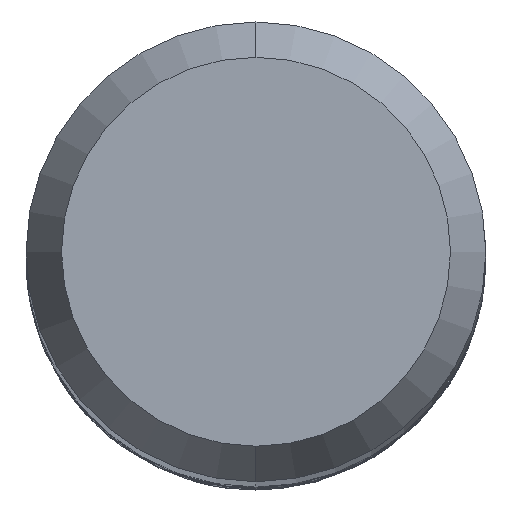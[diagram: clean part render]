
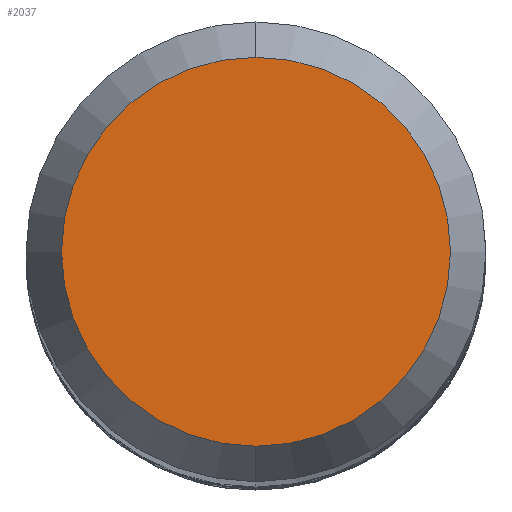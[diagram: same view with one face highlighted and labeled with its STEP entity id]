
A CAD part, top view. The second image highlights one B-rep face of the part: STEP entity #2037.
In plain terms, the highlighted planar face has unit normal (0, 0, 1).
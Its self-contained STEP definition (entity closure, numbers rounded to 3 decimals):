
#947=VERTEX_POINT('',#2394);
#1399=EDGE_CURVE('',#1725,#947,#2887,.T.);
#1627=EDGE_CURVE('',#947,#1725,#3139,.T.);
#1725=VERTEX_POINT('',#3245);
#2037=ADVANCED_FACE('',(#3582),#3583,.T.);
#2394=CARTESIAN_POINT('',(0.0,2.538,0.0));
#2887=CIRCLE('',#11910,2.538);
#3139=CIRCLE('',#15641,2.538);
#3245=CARTESIAN_POINT('',(0.,-2.538,0.0));
#3582=FACE_OUTER_BOUND('',#19154,.T.);
#3583=PLANE('',#19155);
#11910=AXIS2_PLACEMENT_3D('',#21276,#21277,#21278);
#15641=AXIS2_PLACEMENT_3D('',#21547,#21548,#21549);
#19154=EDGE_LOOP('',(#21942,#21943));
#19155=AXIS2_PLACEMENT_3D('',#21944,#21945,#21946);
#21276=CARTESIAN_POINT('',(0.0,0.0,0.0));
#21277=DIRECTION('',(0.0,0.0,-1.0));
#21278=DIRECTION('',(0.0,1.0,0.0));
#21547=CARTESIAN_POINT('',(0.0,0.0,0.0));
#21548=DIRECTION('',(0.0,0.0,-1.0));
#21549=DIRECTION('',(0.0,1.0,0.0));
#21942=ORIENTED_EDGE('',*,*,#1627,.F.);
#21943=ORIENTED_EDGE('',*,*,#1399,.F.);
#21944=CARTESIAN_POINT('',(0.0,1.269,0.0));
#21945=DIRECTION('',(-0.0,0.0,1.0));
#21946=DIRECTION('',(0.0,-1.0,0.0));
